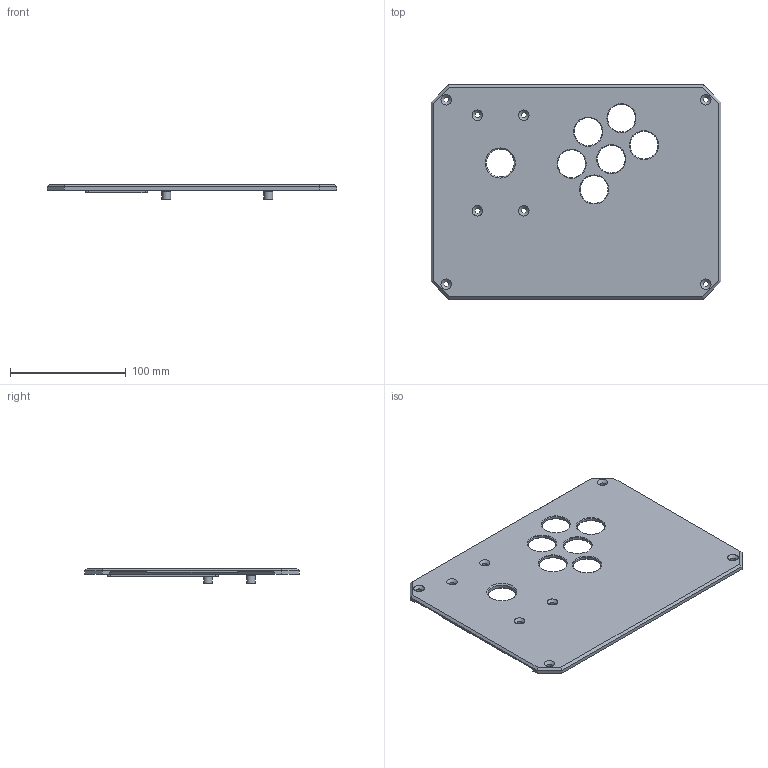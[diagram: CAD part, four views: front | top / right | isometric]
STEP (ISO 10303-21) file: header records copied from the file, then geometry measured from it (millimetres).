
FILE_DESCRIPTION(/* description */ (''),/* implementation_level */ '2;1');
FILE_NAME(/* name */ 'OSM-Mini TMNT - Top Panel.step',/* time_stamp */ '2024-07-28T13:04:51-04:00',/* author */ (''),/* organization */ (''),/* preprocessor_version */ 'ST-DEVELOPER v20',/* originating_system */ 'Autodesk Translation Framework v13.14.0.145',/* authorisation */ '');
FILE_SCHEMA (('AUTOMOTIVE_DESIGN { 1 0 10303 214 3 1 1 }'));
Length unit declared in the file: millimetre
Products named in the file (1): OSM-Mini TMNT
Bounding box: 250 x 185 x 13 mm (x, y, z)
Volume: 203206.9 mm3; surface area: 92613.9 mm2
Topology: 1 solids, 1 shells, 161 faces, 387 edges, 242 vertices
Faces by surface type: cone 57, plane 56, cylinder 48
Full cylindrical faces by diameter (mm): 3.05 x4, 4.5 x8, 7.5 x4, 24 x1, 24.05 x6, 45 x1
Entity records: 4765 total; most frequent: CARTESIAN_POINT 865, DIRECTION 849, ORIENTED_EDGE 774, EDGE_CURVE 387, AXIS2_PLACEMENT_3D 330, VERTEX_POINT 242, EDGE_LOOP 205, LINE 189
